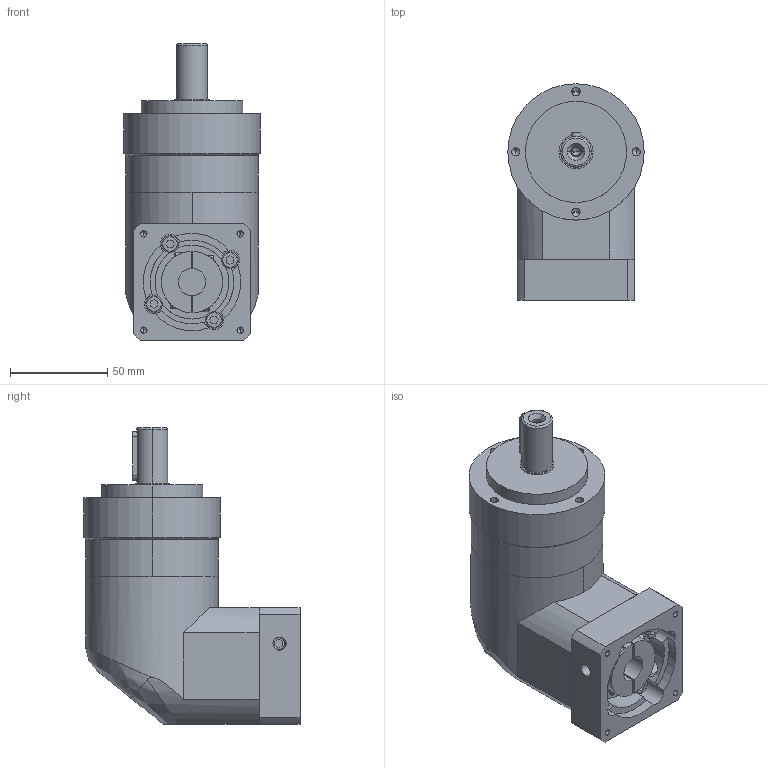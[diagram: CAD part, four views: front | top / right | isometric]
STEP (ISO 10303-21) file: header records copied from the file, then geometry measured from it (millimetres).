
FILE_DESCRIPTION (( 'STEP AP203' ), '1' );
FILE_NAME ('GPER070-L1-(14-50-70-M4).STEP', '2022-05-26T06:57:08', ( '微软用户' ), ( '微软中国' ), 'SwSTEP 2.0', 'SolidWorks 2018', '' );
FILE_SCHEMA (( 'CONFIG_CONTROL_DESIGN' ));
Length unit declared in the file: millimetre
Products named in the file (1): GPER070-L1-(14-50-70-M4)
Bounding box: 70 x 111 x 152.5 mm (x, y, z)
Volume: 541431.7 mm3; surface area: 67950.6 mm2
Topology: 5 solids, 5 shells, 253 faces, 621 edges, 389 vertices
Faces by surface type: cylinder 105, plane 105, cone 26, torus 14, bspline 3
Entity records: 8087 total; most frequent: CARTESIAN_POINT 1968, DIRECTION 1328, ORIENTED_EDGE 1206, EDGE_CURVE 603, AXIS2_PLACEMENT_3D 511, VERTEX_POINT 389, LINE 306, VECTOR 306
